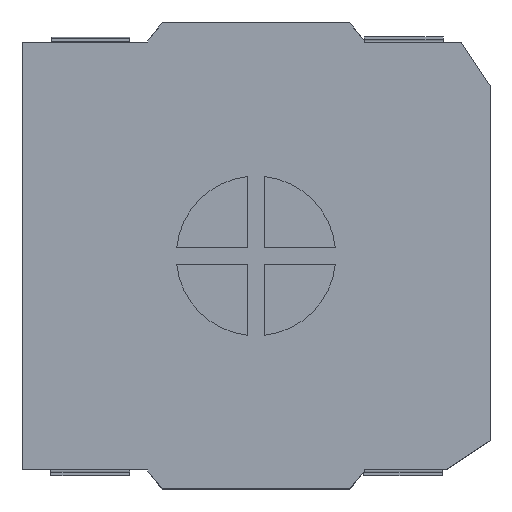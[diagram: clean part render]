
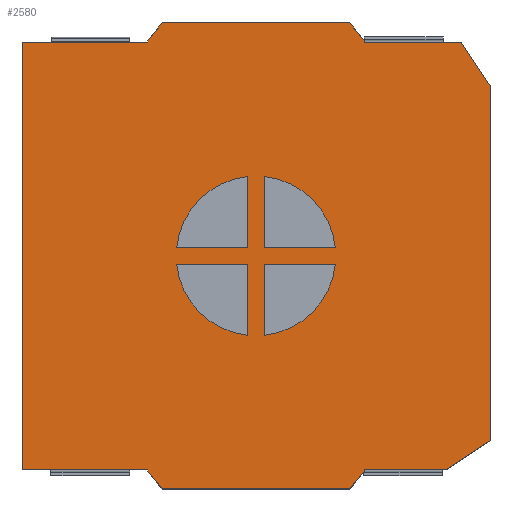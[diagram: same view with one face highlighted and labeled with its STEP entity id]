
A CAD part, top view. The second image highlights one B-rep face of the part: STEP entity #2580.
In plain terms, the highlighted planar face has unit normal (0, 0, 1).
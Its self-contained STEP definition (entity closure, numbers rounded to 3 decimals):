
#2046=DIRECTION('',(-1.,0.,0.));
#2047=VECTOR('',#2046,1.983);
#2048=CARTESIAN_POINT('',(-0.23,0.23,3.8));
#2049=LINE('',#2048,#2047);
#2050=DIRECTION('',(0.,-1.,0.));
#2051=VECTOR('',#2050,1.983);
#2052=CARTESIAN_POINT('',(-0.23,2.213,3.8));
#2053=LINE('',#2052,#2051);
#2054=CARTESIAN_POINT('',(0.,0.,3.8));
#2055=DIRECTION('',(0.,0.,-1.));
#2056=DIRECTION('',(-0.995,0.103,0.));
#2057=AXIS2_PLACEMENT_3D('',#2054,#2055,#2056);
#2059=CARTESIAN_POINT('',(0.,0.,3.8));
#2060=DIRECTION('',(0.,0.,-1.));
#2061=DIRECTION('',(-0.103,-0.995,0.));
#2062=AXIS2_PLACEMENT_3D('',#2059,#2060,#2061);
#2064=DIRECTION('',(0.,-1.,0.));
#2065=VECTOR('',#2064,1.983);
#2066=CARTESIAN_POINT('',(-0.23,-0.23,3.8));
#2067=LINE('',#2066,#2065);
#2068=DIRECTION('',(1.,0.,0.));
#2069=VECTOR('',#2068,1.983);
#2070=CARTESIAN_POINT('',(-2.213,-0.23,3.8));
#2071=LINE('',#2070,#2069);
#2072=DIRECTION('',(0.,1.,0.));
#2073=VECTOR('',#2072,1.983);
#2074=CARTESIAN_POINT('',(0.23,-2.213,3.8));
#2075=LINE('',#2074,#2073);
#2076=CARTESIAN_POINT('',(0.,0.,3.8));
#2077=DIRECTION('',(0.,0.,-1.));
#2078=DIRECTION('',(0.995,-0.103,0.));
#2079=AXIS2_PLACEMENT_3D('',#2076,#2077,#2078);
#2081=DIRECTION('',(1.,0.,0.));
#2082=VECTOR('',#2081,1.983);
#2083=CARTESIAN_POINT('',(0.23,-0.23,3.8));
#2084=LINE('',#2083,#2082);
#2085=CARTESIAN_POINT('',(0.,0.,3.8));
#2086=DIRECTION('',(0.,0.,-1.));
#2087=DIRECTION('',(0.103,0.995,0.));
#2088=AXIS2_PLACEMENT_3D('',#2085,#2086,#2087);
#2090=DIRECTION('',(0.,1.,0.));
#2091=VECTOR('',#2090,1.983);
#2092=CARTESIAN_POINT('',(0.23,0.23,3.8));
#2093=LINE('',#2092,#2091);
#2094=DIRECTION('',(-1.,0.,0.));
#2095=VECTOR('',#2094,1.983);
#2096=CARTESIAN_POINT('',(2.213,0.23,3.8));
#2097=LINE('',#2096,#2095);
#2098=DIRECTION('',(0.,1.,0.));
#2099=VECTOR('',#2098,9.91);
#2100=CARTESIAN_POINT('',(6.525,-5.155,3.8));
#2101=LINE('',#2100,#2099);
#2102=DIRECTION('',(0.832,0.555,0.));
#2103=VECTOR('',#2102,1.442);
#2104=CARTESIAN_POINT('',(5.325,-5.955,3.8));
#2105=LINE('',#2104,#2103);
#2106=DIRECTION('',(1.,0.,0.));
#2107=VECTOR('',#2106,2.31);
#2108=CARTESIAN_POINT('',(3.015,-5.955,3.8));
#2109=LINE('',#2108,#2107);
#2110=DIRECTION('',(0.,1.,0.));
#2111=VECTOR('',#2110,0.045);
#2112=CARTESIAN_POINT('',(3.015,-6.,3.8));
#2113=LINE('',#2112,#2111);
#2114=DIRECTION('',(0.625,0.781,0.));
#2115=VECTOR('',#2114,0.64);
#2116=CARTESIAN_POINT('',(2.615,-6.5,3.8));
#2117=LINE('',#2116,#2115);
#2118=DIRECTION('',(1.,0.,0.));
#2119=VECTOR('',#2118,5.23);
#2120=CARTESIAN_POINT('',(-2.615,-6.5,3.8));
#2121=LINE('',#2120,#2119);
#2122=DIRECTION('',(0.625,-0.781,0.));
#2123=VECTOR('',#2122,0.64);
#2124=CARTESIAN_POINT('',(-3.015,-6.,3.8));
#2125=LINE('',#2124,#2123);
#2126=DIRECTION('',(0.,-1.,0.));
#2127=VECTOR('',#2126,0.045);
#2128=CARTESIAN_POINT('',(-3.015,-5.955,3.8));
#2129=LINE('',#2128,#2127);
#2130=DIRECTION('',(1.,0.,0.));
#2131=VECTOR('',#2130,3.51);
#2132=CARTESIAN_POINT('',(-6.525,-5.955,3.8));
#2133=LINE('',#2132,#2131);
#2134=DIRECTION('',(0.,-1.,0.));
#2135=VECTOR('',#2134,11.91);
#2136=CARTESIAN_POINT('',(-6.525,5.955,3.8));
#2137=LINE('',#2136,#2135);
#2138=DIRECTION('',(-1.,0.,0.));
#2139=VECTOR('',#2138,3.51);
#2140=CARTESIAN_POINT('',(-3.015,5.955,3.8));
#2141=LINE('',#2140,#2139);
#2142=DIRECTION('',(0.,-1.,0.));
#2143=VECTOR('',#2142,0.045);
#2144=CARTESIAN_POINT('',(-3.015,6.,3.8));
#2145=LINE('',#2144,#2143);
#2146=DIRECTION('',(-0.625,-0.781,0.));
#2147=VECTOR('',#2146,0.64);
#2148=CARTESIAN_POINT('',(-2.615,6.5,3.8));
#2149=LINE('',#2148,#2147);
#2150=DIRECTION('',(-1.,0.,0.));
#2151=VECTOR('',#2150,5.23);
#2152=CARTESIAN_POINT('',(2.615,6.5,3.8));
#2153=LINE('',#2152,#2151);
#2154=DIRECTION('',(-0.625,0.781,0.));
#2155=VECTOR('',#2154,0.64);
#2156=CARTESIAN_POINT('',(3.015,6.,3.8));
#2157=LINE('',#2156,#2155);
#2158=DIRECTION('',(0.,1.,0.));
#2159=VECTOR('',#2158,0.045);
#2160=CARTESIAN_POINT('',(3.015,5.955,3.8));
#2161=LINE('',#2160,#2159);
#2162=DIRECTION('',(-1.,0.,0.));
#2163=VECTOR('',#2162,2.71);
#2164=CARTESIAN_POINT('',(5.725,5.955,3.8));
#2165=LINE('',#2164,#2163);
#2166=DIRECTION('',(-0.555,0.832,0.));
#2167=VECTOR('',#2166,1.442);
#2168=CARTESIAN_POINT('',(6.525,4.755,3.8));
#2169=LINE('',#2168,#2167);
#2286=CARTESIAN_POINT('',(-2.213,-0.23,3.8));
#2287=VERTEX_POINT('',#2286);
#2288=CARTESIAN_POINT('',(-0.23,-2.213,3.8));
#2289=VERTEX_POINT('',#2288);
#2290=CARTESIAN_POINT('',(2.213,-0.23,3.8));
#2291=CARTESIAN_POINT('',(0.23,-2.213,3.8));
#2292=VERTEX_POINT('',#2290);
#2293=VERTEX_POINT('',#2291);
#2298=CARTESIAN_POINT('',(-0.23,-0.23,3.8));
#2300=VERTEX_POINT('',#2298);
#2303=CARTESIAN_POINT('',(0.23,-0.23,3.8));
#2305=VERTEX_POINT('',#2303);
#2306=CARTESIAN_POINT('',(-2.213,0.23,3.8));
#2307=CARTESIAN_POINT('',(-0.23,2.213,3.8));
#2308=VERTEX_POINT('',#2306);
#2309=VERTEX_POINT('',#2307);
#2318=CARTESIAN_POINT('',(5.325,-5.955,3.8));
#2319=VERTEX_POINT('',#2318);
#2320=CARTESIAN_POINT('',(3.015,-5.955,3.8));
#2321=VERTEX_POINT('',#2320);
#2322=CARTESIAN_POINT('',(-3.015,5.955,3.8));
#2324=VERTEX_POINT('',#2322);
#2328=CARTESIAN_POINT('',(-6.525,5.955,3.8));
#2329=VERTEX_POINT('',#2328);
#2330=CARTESIAN_POINT('',(-0.23,0.23,3.8));
#2331=VERTEX_POINT('',#2330);
#2332=CARTESIAN_POINT('',(0.23,2.213,3.8));
#2333=CARTESIAN_POINT('',(2.213,0.23,3.8));
#2334=VERTEX_POINT('',#2332);
#2335=VERTEX_POINT('',#2333);
#2336=CARTESIAN_POINT('',(0.23,0.23,3.8));
#2337=VERTEX_POINT('',#2336);
#2338=CARTESIAN_POINT('',(6.525,-5.155,3.8));
#2339=CARTESIAN_POINT('',(6.525,4.755,3.8));
#2340=VERTEX_POINT('',#2338);
#2341=VERTEX_POINT('',#2339);
#2342=CARTESIAN_POINT('',(5.725,5.955,3.8));
#2343=VERTEX_POINT('',#2342);
#2344=CARTESIAN_POINT('',(3.015,5.955,3.8));
#2345=VERTEX_POINT('',#2344);
#2346=CARTESIAN_POINT('',(3.015,6.,3.8));
#2347=VERTEX_POINT('',#2346);
#2348=CARTESIAN_POINT('',(2.615,6.5,3.8));
#2349=VERTEX_POINT('',#2348);
#2350=CARTESIAN_POINT('',(-2.615,6.5,3.8));
#2351=VERTEX_POINT('',#2350);
#2352=CARTESIAN_POINT('',(-3.015,6.,3.8));
#2353=VERTEX_POINT('',#2352);
#2354=CARTESIAN_POINT('',(-6.525,-5.955,3.8));
#2355=VERTEX_POINT('',#2354);
#2356=CARTESIAN_POINT('',(-3.015,-5.955,3.8));
#2357=VERTEX_POINT('',#2356);
#2358=CARTESIAN_POINT('',(-3.015,-6.,3.8));
#2359=VERTEX_POINT('',#2358);
#2360=CARTESIAN_POINT('',(-2.615,-6.5,3.8));
#2361=VERTEX_POINT('',#2360);
#2362=CARTESIAN_POINT('',(2.615,-6.5,3.8));
#2363=VERTEX_POINT('',#2362);
#2364=CARTESIAN_POINT('',(3.015,-6.,3.8));
#2365=VERTEX_POINT('',#2364);
#2507=CARTESIAN_POINT('',(0.,0.,3.8));
#2508=DIRECTION('',(0.,0.,1.));
#2509=DIRECTION('',(1.,0.,0.));
#2510=AXIS2_PLACEMENT_3D('',#2507,#2508,#2509);
#2511=PLANE('',#2510);
#2513=ORIENTED_EDGE('',*,*,#2512,.F.);
#2515=ORIENTED_EDGE('',*,*,#2514,.F.);
#2517=ORIENTED_EDGE('',*,*,#2516,.F.);
#2519=ORIENTED_EDGE('',*,*,#2518,.F.);
#2521=ORIENTED_EDGE('',*,*,#2520,.F.);
#2523=ORIENTED_EDGE('',*,*,#2522,.F.);
#2525=ORIENTED_EDGE('',*,*,#2524,.F.);
#2527=ORIENTED_EDGE('',*,*,#2526,.F.);
#2529=ORIENTED_EDGE('',*,*,#2528,.F.);
#2531=ORIENTED_EDGE('',*,*,#2530,.F.);
#2533=ORIENTED_EDGE('',*,*,#2532,.F.);
#2535=ORIENTED_EDGE('',*,*,#2534,.F.);
#2537=ORIENTED_EDGE('',*,*,#2536,.F.);
#2539=ORIENTED_EDGE('',*,*,#2538,.F.);
#2541=ORIENTED_EDGE('',*,*,#2540,.F.);
#2543=ORIENTED_EDGE('',*,*,#2542,.F.);
#2545=ORIENTED_EDGE('',*,*,#2544,.F.);
#2547=ORIENTED_EDGE('',*,*,#2546,.F.);
#2548=EDGE_LOOP('',(#2513,#2515,#2517,#2519,#2521,#2523,#2525,#2527,#2529,#2531,
#2533,#2535,#2537,#2539,#2541,#2543,#2545,#2547));
#2549=FACE_OUTER_BOUND('',#2548,.F.);
#2550=ORIENTED_EDGE('',*,*,#2411,.F.);
#2552=ORIENTED_EDGE('',*,*,#2551,.F.);
#2553=ORIENTED_EDGE('',*,*,#2499,.F.);
#2554=EDGE_LOOP('',(#2550,#2552,#2553));
#2555=FACE_BOUND('',#2554,.F.);
#2557=ORIENTED_EDGE('',*,*,#2556,.F.);
#2559=ORIENTED_EDGE('',*,*,#2558,.F.);
#2561=ORIENTED_EDGE('',*,*,#2560,.F.);
#2562=EDGE_LOOP('',(#2557,#2559,#2561));
#2563=FACE_BOUND('',#2562,.F.);
#2565=ORIENTED_EDGE('',*,*,#2564,.F.);
#2567=ORIENTED_EDGE('',*,*,#2566,.F.);
#2569=ORIENTED_EDGE('',*,*,#2568,.F.);
#2570=EDGE_LOOP('',(#2565,#2567,#2569));
#2571=FACE_BOUND('',#2570,.F.);
#2573=ORIENTED_EDGE('',*,*,#2572,.F.);
#2575=ORIENTED_EDGE('',*,*,#2574,.F.);
#2577=ORIENTED_EDGE('',*,*,#2576,.F.);
#2578=EDGE_LOOP('',(#2573,#2575,#2577));
#2579=FACE_BOUND('',#2578,.F.);
#2580=ADVANCED_FACE('',(#2549,#2555,#2563,#2571,#2579),#2511,.T.);
#2058=CIRCLE('',#2057,2.225);
#2063=CIRCLE('',#2062,2.225);
#2080=CIRCLE('',#2079,2.225);
#2089=CIRCLE('',#2088,2.225);
#2411=EDGE_CURVE('',#2289,#2287,#2063,.T.);
#2499=EDGE_CURVE('',#2287,#2300,#2071,.T.);
#2512=EDGE_CURVE('',#2340,#2341,#2101,.T.);
#2514=EDGE_CURVE('',#2319,#2340,#2105,.T.);
#2516=EDGE_CURVE('',#2321,#2319,#2109,.T.);
#2518=EDGE_CURVE('',#2365,#2321,#2113,.T.);
#2520=EDGE_CURVE('',#2363,#2365,#2117,.T.);
#2522=EDGE_CURVE('',#2361,#2363,#2121,.T.);
#2524=EDGE_CURVE('',#2359,#2361,#2125,.T.);
#2526=EDGE_CURVE('',#2357,#2359,#2129,.T.);
#2528=EDGE_CURVE('',#2355,#2357,#2133,.T.);
#2530=EDGE_CURVE('',#2329,#2355,#2137,.T.);
#2532=EDGE_CURVE('',#2324,#2329,#2141,.T.);
#2534=EDGE_CURVE('',#2353,#2324,#2145,.T.);
#2536=EDGE_CURVE('',#2351,#2353,#2149,.T.);
#2538=EDGE_CURVE('',#2349,#2351,#2153,.T.);
#2540=EDGE_CURVE('',#2347,#2349,#2157,.T.);
#2542=EDGE_CURVE('',#2345,#2347,#2161,.T.);
#2544=EDGE_CURVE('',#2343,#2345,#2165,.T.);
#2546=EDGE_CURVE('',#2341,#2343,#2169,.T.);
#2551=EDGE_CURVE('',#2300,#2289,#2067,.T.);
#2556=EDGE_CURVE('',#2293,#2305,#2075,.T.);
#2558=EDGE_CURVE('',#2292,#2293,#2080,.T.);
#2560=EDGE_CURVE('',#2305,#2292,#2084,.T.);
#2564=EDGE_CURVE('',#2334,#2335,#2089,.T.);
#2566=EDGE_CURVE('',#2337,#2334,#2093,.T.);
#2568=EDGE_CURVE('',#2335,#2337,#2097,.T.);
#2572=EDGE_CURVE('',#2331,#2308,#2049,.T.);
#2574=EDGE_CURVE('',#2309,#2331,#2053,.T.);
#2576=EDGE_CURVE('',#2308,#2309,#2058,.T.);
